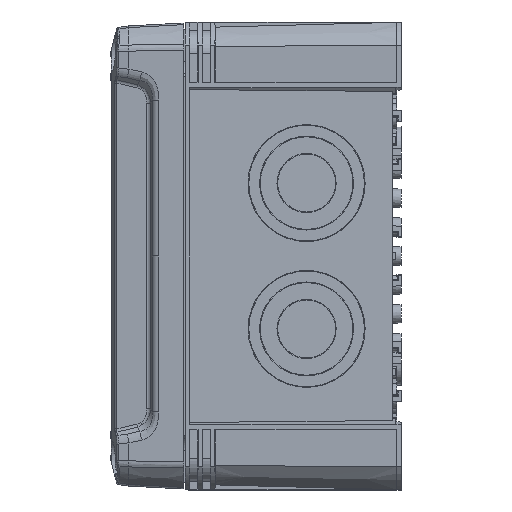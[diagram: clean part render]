
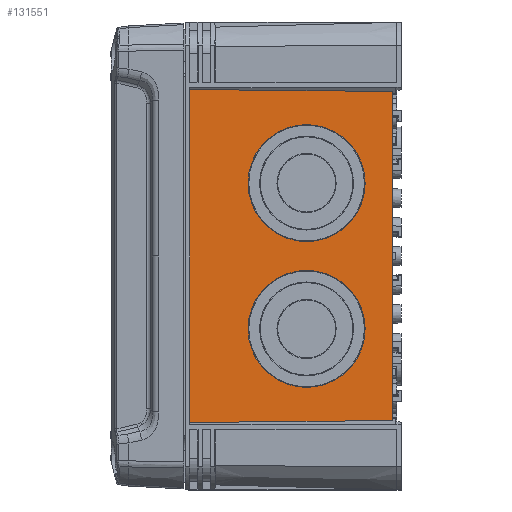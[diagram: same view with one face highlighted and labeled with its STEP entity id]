
A CAD part, left-side view. The second image highlights one B-rep face of the part: STEP entity #131551.
In plain terms, the highlighted planar face has unit normal (-1, -0.026, 0).
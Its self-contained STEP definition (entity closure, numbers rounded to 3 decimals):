
#3484 = VERTEX_POINT ( 'NONE', #44203 ) ;
#8402 = VERTEX_POINT ( 'NONE', #42908 ) ;
#13953 = VERTEX_POINT ( 'NONE', #21162 ) ;
#14795 = PLANE ( 'NONE',  #112911 ) ;
#15280 = VERTEX_POINT ( 'NONE', #125691 ) ;
#18500 = EDGE_CURVE ( 'NONE', #54885, #3484, #158668, .T. ) ;
#18658 = CARTESIAN_POINT ( 'NONE',  ( -140.748, 87.5, -72.8 ) ) ;
#19072 = EDGE_LOOP ( 'NONE', ( #105978, #40601 ) ) ;
#19524 = EDGE_CURVE ( 'NONE', #137236, #161507, #58118, .T. ) ;
#21162 = CARTESIAN_POINT ( 'NONE',  ( -140.748, 87.5, 71.926 ) ) ;
#23094 = EDGE_CURVE ( 'NONE', #8402, #144827, #25088, .T. ) ;
#25088 = CIRCLE ( 'NONE', #74677, 25.29 ) ;
#25969 = ORIENTED_EDGE ( 'NONE', *, *, #18500, .T. ) ;
#28490 = CARTESIAN_POINT ( 'NONE',  ( -139.426, 37., -31.5 ) ) ;
#29289 = DIRECTION ( 'NONE',  ( 0.026, -1., 0.01 ) ) ;
#33495 = DIRECTION ( 'NONE',  ( -0.026, 1., 0.01 ) ) ;
#35727 = EDGE_CURVE ( 'NONE', #161507, #137236, #86544, .T. ) ;
#37665 = DIRECTION ( 'NONE',  ( 0.026, -1., 0. ) ) ;
#40601 = ORIENTED_EDGE ( 'NONE', *, *, #19524, .F. ) ;
#40643 = EDGE_CURVE ( 'NONE', #13953, #15280, #93056, .T. ) ;
#42908 = CARTESIAN_POINT ( 'NONE',  ( -140.088, 62.281, -31.5 ) ) ;
#44203 = CARTESIAN_POINT ( 'NONE',  ( -138.457, 0., 71.092 ) ) ;
#44714 = DIRECTION ( 'NONE',  ( 0.026, -1., 0. ) ) ;
#44829 = CARTESIAN_POINT ( 'NONE',  ( -138.764, 11.719, -31.5 ) ) ;
#49130 = CARTESIAN_POINT ( 'NONE',  ( -138.457, 0., 0. ) ) ;
#50765 = CARTESIAN_POINT ( 'NONE',  ( -140.801, 89.5, 0. ) ) ;
#52838 = AXIS2_PLACEMENT_3D ( 'NONE', #134161, #97389, #37665 ) ;
#53141 = AXIS2_PLACEMENT_3D ( 'NONE', #28490, #89776, #102025 ) ;
#53715 = EDGE_CURVE ( 'NONE', #144827, #8402, #100158, .T. ) ;
#53851 = ORIENTED_EDGE ( 'NONE', *, *, #53715, .F. ) ;
#54885 = VERTEX_POINT ( 'NONE', #118347 ) ;
#55654 = VECTOR ( 'NONE', #29289, 1000. ) ;
#56182 = CARTESIAN_POINT ( 'NONE',  ( -139.426, 37., -31.5 ) ) ;
#57726 = EDGE_CURVE ( 'NONE', #3484, #13953, #143006, .T. ) ;
#58011 = VECTOR ( 'NONE', #33495, 1000. ) ;
#58118 = CIRCLE ( 'NONE', #52838, 25.29 ) ;
#59167 = EDGE_CURVE ( 'NONE', #15280, #54885, #90580, .T. ) ;
#60824 = CARTESIAN_POINT ( 'NONE',  ( -138.764, 11.719, 31.5 ) ) ;
#64061 = EDGE_LOOP ( 'NONE', ( #53851, #71022 ) ) ;
#64624 = DIRECTION ( 'NONE',  ( -1., -0.026, 0. ) ) ;
#66235 = FACE_OUTER_BOUND ( 'NONE', #118123, .T. ) ;
#68499 = DIRECTION ( 'NONE',  ( 0., 0., -1. ) ) ;
#70401 = DIRECTION ( 'NONE',  ( 0.026, -1., 0. ) ) ;
#71022 = ORIENTED_EDGE ( 'NONE', *, *, #23094, .F. ) ;
#72049 = DIRECTION ( 'NONE',  ( 0., 0., 1. ) ) ;
#74677 = AXIS2_PLACEMENT_3D ( 'NONE', #56182, #154251, #44714 ) ;
#78321 = CARTESIAN_POINT ( 'NONE',  ( -140.803, 89.57, -71.946 ) ) ;
#80240 = VECTOR ( 'NONE', #72049, 1000. ) ;
#86544 = CIRCLE ( 'NONE', #123061, 25.29 ) ;
#89776 = DIRECTION ( 'NONE',  ( -1., -0.026, 0. ) ) ;
#90580 = LINE ( 'NONE', #78321, #55654 ) ;
#93056 = LINE ( 'NONE', #18658, #100772 ) ;
#97389 = DIRECTION ( 'NONE',  ( -1., -0.026, 0. ) ) ;
#100158 = CIRCLE ( 'NONE', #53141, 25.29 ) ;
#100235 = ORIENTED_EDGE ( 'NONE', *, *, #59167, .T. ) ;
#100772 = VECTOR ( 'NONE', #68499, 1000. ) ;
#102025 = DIRECTION ( 'NONE',  ( 0.026, -1., 0. ) ) ;
#105978 = ORIENTED_EDGE ( 'NONE', *, *, #35727, .F. ) ;
#111363 = ORIENTED_EDGE ( 'NONE', *, *, #40643, .T. ) ;
#112911 = AXIS2_PLACEMENT_3D ( 'NONE', #50765, #64624, #116069 ) ;
#116069 = DIRECTION ( 'NONE',  ( 0.026, -1., 0. ) ) ;
#118123 = EDGE_LOOP ( 'NONE', ( #100235, #25969, #153130, #111363 ) ) ;
#118347 = CARTESIAN_POINT ( 'NONE',  ( -138.457, 0., -71.092 ) ) ;
#120225 = CARTESIAN_POINT ( 'NONE',  ( -139.426, 37., 31.5 ) ) ;
#123061 = AXIS2_PLACEMENT_3D ( 'NONE', #120225, #133305, #70401 ) ;
#125691 = CARTESIAN_POINT ( 'NONE',  ( -140.748, 87.5, -71.926 ) ) ;
#126746 = CARTESIAN_POINT ( 'NONE',  ( -140.088, 62.281, 31.5 ) ) ;
#128325 = FACE_BOUND ( 'NONE', #64061, .T. ) ;
#131551 = ADVANCED_FACE ( 'NONE', ( #139800, #128325, #66235 ), #14795, .T. ) ;
#133305 = DIRECTION ( 'NONE',  ( -1., -0.026, 0. ) ) ;
#134161 = CARTESIAN_POINT ( 'NONE',  ( -139.426, 37., 31.5 ) ) ;
#137236 = VERTEX_POINT ( 'NONE', #126746 ) ;
#139800 = FACE_BOUND ( 'NONE', #19072, .T. ) ;
#143006 = LINE ( 'NONE', #157697, #58011 ) ;
#144827 = VERTEX_POINT ( 'NONE', #44829 ) ;
#153130 = ORIENTED_EDGE ( 'NONE', *, *, #57726, .T. ) ;
#154251 = DIRECTION ( 'NONE',  ( -1., -0.026, 0. ) ) ;
#157697 = CARTESIAN_POINT ( 'NONE',  ( -140.803, 89.57, 71.946 ) ) ;
#158668 = LINE ( 'NONE', #49130, #80240 ) ;
#161507 = VERTEX_POINT ( 'NONE', #60824 ) ;
